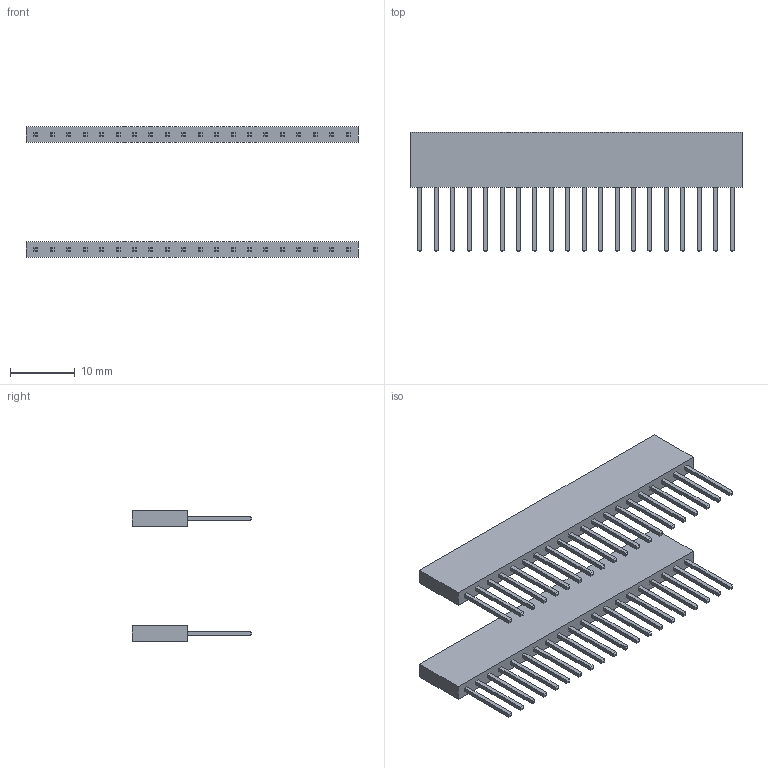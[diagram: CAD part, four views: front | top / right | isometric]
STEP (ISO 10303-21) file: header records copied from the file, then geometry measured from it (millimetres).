
FILE_DESCRIPTION(/* description */ (''),/* implementation_level */ '2;1');
FILE_NAME(/* name */ 'Stacking header_20x2_17.78mm.step',/* time_stamp */ '2023-02-01T20:30:35-05:00',/* author */ (''),/* organization */ (''),/* preprocessor_version */ 'ST-DEVELOPER v19.2',/* originating_system */ 'Autodesk Translation Framework v11.17.0.187',/* authorisation */ '');
FILE_SCHEMA (('AUTOMOTIVE_DESIGN { 1 0 10303 214 3 1 1 }'));
Length unit declared in the file: millimetre
Products named in the file (1): Stacking header
Bounding box: 51.31 x 18.51 x 20.19 mm (x, y, z)
Volume: 2130.5 mm3; surface area: 4087 mm2
Topology: 42 solids, 42 shells, 772 faces, 1624 edges, 976 vertices
Faces by surface type: plane 772
Entity records: 19754 total; most frequent: CARTESIAN_POINT 3373, ORIENTED_EDGE 3248, DIRECTION 3170, LINE 1624, VECTOR 1624, EDGE_CURVE 1624, VERTEX_POINT 976, EDGE_LOOP 812
